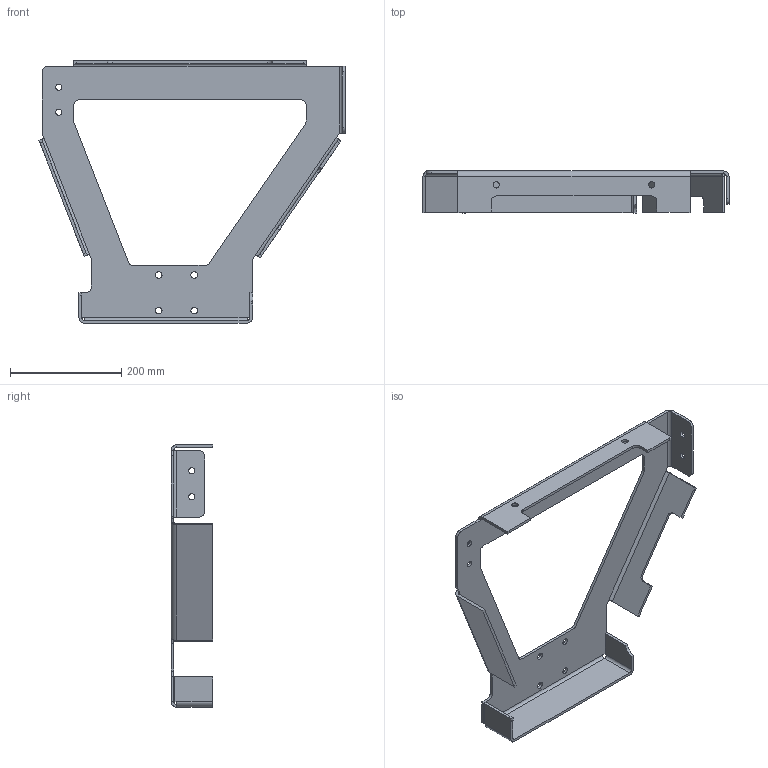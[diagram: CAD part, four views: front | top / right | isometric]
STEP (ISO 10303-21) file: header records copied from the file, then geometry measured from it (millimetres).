
FILE_DESCRIPTION(/* description */ (''),/* implementation_level */ '2;1');
FILE_NAME(/* name */ '99AD 0 TEST DosSP HyA AntK 1 re.stp',/* time_stamp */ '2024-08-26T07:05:15+02:00',/* author */ ('guendchen'),/* organization */ ('Ingenieurbüro Manfred Gündchen'),/* preprocessor_version */ 'ST-DEVELOPER v15.2',/* originating_system */ 'Autodesk Inventor 2014',/* authorisation */ '');
FILE_SCHEMA (('AUTOMOTIVE_DESIGN { 1 0 10303 214 3 1 1 }'));
Length unit declared in the file: millimetre
Products named in the file (1): 99AD 0 TEST DosSP HyA AntK 1 re
Bounding box: 550.67 x 75 x 472.01 mm (x, y, z)
Volume: 959824.7 mm3; surface area: 406321.3 mm2
Topology: 1 solids, 1 shells, 131 faces, 339 edges, 210 vertices
Faces by surface type: plane 90, cylinder 41
Full cylindrical faces by diameter (mm): 11 x4, 11.5 x2, 12 x4
Entity records: 3949 total; most frequent: DIRECTION 675, CARTESIAN_POINT 671, ORIENTED_EDGE 658, EDGE_CURVE 329, LINE 247, VECTOR 247, AXIS2_PLACEMENT_3D 214, VERTEX_POINT 210
